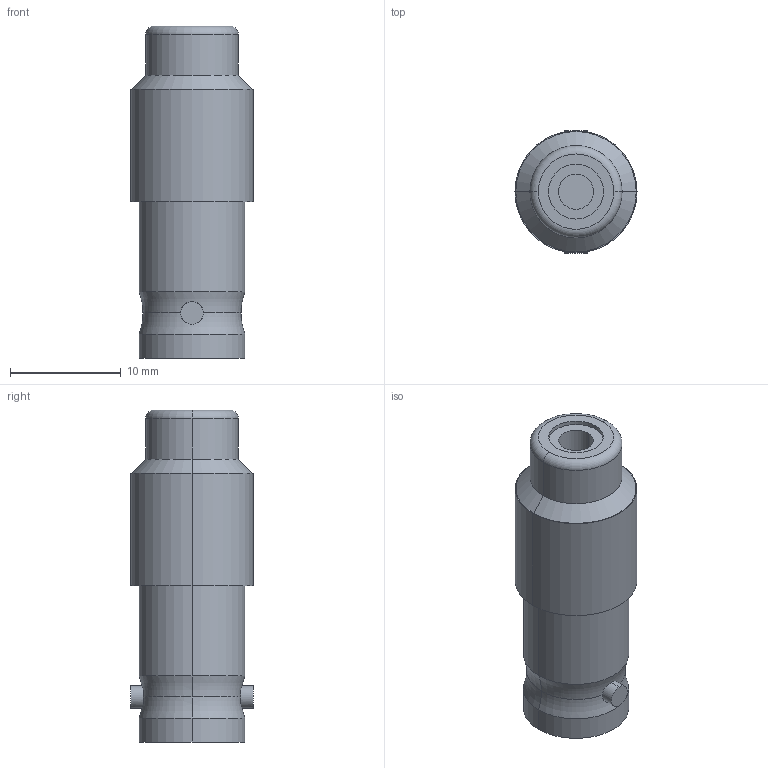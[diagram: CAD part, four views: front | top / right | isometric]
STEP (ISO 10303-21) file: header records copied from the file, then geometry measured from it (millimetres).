
FILE_DESCRIPTION (( 'STEP AP203' ), '1' );
FILE_NAME ('BA94.STEP', '2006-06-30T19:24:03', ( ' ' ), ( ' ' ), 'SwSTEP 2.0', 'SolidWorks 2005354', '' );
FILE_SCHEMA (( 'CONFIG_CONTROL_DESIGN' ));
Length unit declared in the file: inch
Products named in the file (1): BA94
Bounding box: 11.02 x 11.05 x 29.97 mm (x, y, z)
Volume: 1805.1 mm3; surface area: 1483.9 mm2
Topology: 1 solids, 1 shells, 47 faces, 102 edges, 64 vertices
Faces by surface type: cylinder 22, plane 15, torus 6, cone 4
Entity records: 1435 total; most frequent: CARTESIAN_POINT 302, DIRECTION 242, ORIENTED_EDGE 204, AXIS2_PLACEMENT_3D 108, EDGE_CURVE 102, VERTEX_POINT 64, CIRCLE 60, EDGE_LOOP 54
